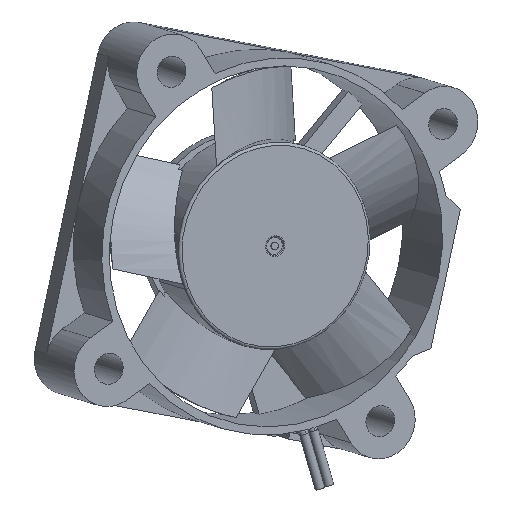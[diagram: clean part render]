
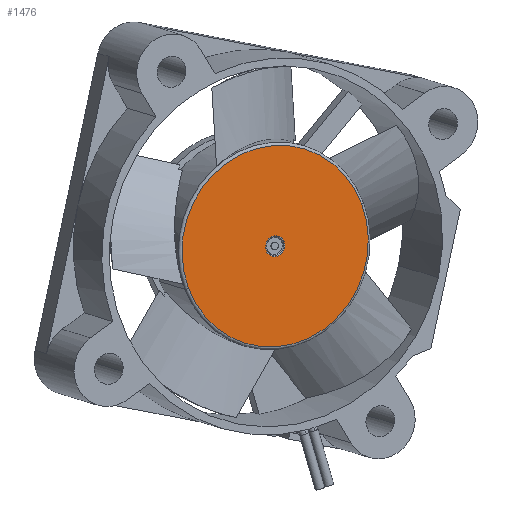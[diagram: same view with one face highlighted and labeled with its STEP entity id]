
A CAD part, front view. The second image highlights one B-rep face of the part: STEP entity #1476.
In plain terms, the highlighted face is planar.
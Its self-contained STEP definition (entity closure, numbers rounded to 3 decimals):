
#85 = ORIENTED_EDGE ( 'NONE', *, *, #1785, .T. ) ;
#286 = AXIS2_PLACEMENT_3D ( 'NONE', #5824, #2742, #2704 ) ;
#337 = ORIENTED_EDGE ( 'NONE', *, *, #1080, .T. ) ;
#349 = EDGE_LOOP ( 'NONE', ( #573, #85 ) ) ;
#564 = CARTESIAN_POINT ( 'NONE',  ( 0., 7., -10.7 ) ) ;
#573 = ORIENTED_EDGE ( 'NONE', *, *, #2564, .T. ) ;
#720 = ORIENTED_EDGE ( 'NONE', *, *, #778, .T. ) ;
#776 = DIRECTION ( 'NONE',  ( 0., 1., 0. ) ) ;
#777 = CIRCLE ( 'NONE', #4649, 10.7 ) ;
#778 = EDGE_CURVE ( 'NONE', #3279, #4492, #777, .T. ) ;
#785 = DIRECTION ( 'NONE',  ( 0., 0., 1. ) ) ;
#872 = CIRCLE ( 'NONE', #2184, 10.7 ) ;
#1080 = EDGE_CURVE ( 'NONE', #4492, #3279, #872, .T. ) ;
#1251 = CIRCLE ( 'NONE', #2565, 1.1 ) ;
#1305 = CARTESIAN_POINT ( 'NONE',  ( 0., 7., 0. ) ) ;
#1476 = ADVANCED_FACE ( 'NONE', ( #3691, #1488 ), #2769, .T. ) ;
#1488 = FACE_OUTER_BOUND ( 'NONE', #6214, .T. ) ;
#1621 = VERTEX_POINT ( 'NONE', #1769 ) ;
#1669 = DIRECTION ( 'NONE',  ( 0., 1., 0. ) ) ;
#1769 = CARTESIAN_POINT ( 'NONE',  ( 0., 7., 1.1 ) ) ;
#1785 = EDGE_CURVE ( 'NONE', #3355, #1621, #1251, .T. ) ;
#2034 = AXIS2_PLACEMENT_3D ( 'NONE', #5444, #6512, #785 ) ;
#2184 = AXIS2_PLACEMENT_3D ( 'NONE', #1305, #776, #4405 ) ;
#2496 = CARTESIAN_POINT ( 'NONE',  ( 0., 7., 10.7 ) ) ;
#2564 = EDGE_CURVE ( 'NONE', #1621, #3355, #5229, .T. ) ;
#2565 = AXIS2_PLACEMENT_3D ( 'NONE', #3469, #4578, #4042 ) ;
#2697 = CARTESIAN_POINT ( 'NONE',  ( 0., 7., 0. ) ) ;
#2704 = DIRECTION ( 'NONE',  ( 0., 0., 1. ) ) ;
#2742 = DIRECTION ( 'NONE',  ( 0., 1., 0. ) ) ;
#2769 = PLANE ( 'NONE',  #286 ) ;
#3279 = VERTEX_POINT ( 'NONE', #2496 ) ;
#3355 = VERTEX_POINT ( 'NONE', #4073 ) ;
#3469 = CARTESIAN_POINT ( 'NONE',  ( 0., 7., 0. ) ) ;
#3691 = FACE_BOUND ( 'NONE', #349, .T. ) ;
#4042 = DIRECTION ( 'NONE',  ( 0., 0., 1. ) ) ;
#4073 = CARTESIAN_POINT ( 'NONE',  ( 0., 7., -1.1 ) ) ;
#4405 = DIRECTION ( 'NONE',  ( 0., 0., 1. ) ) ;
#4492 = VERTEX_POINT ( 'NONE', #564 ) ;
#4578 = DIRECTION ( 'NONE',  ( 0., -1., 0. ) ) ;
#4649 = AXIS2_PLACEMENT_3D ( 'NONE', #2697, #1669, #4746 ) ;
#4746 = DIRECTION ( 'NONE',  ( 0., 0., 1. ) ) ;
#5229 = CIRCLE ( 'NONE', #2034, 1.1 ) ;
#5444 = CARTESIAN_POINT ( 'NONE',  ( 0., 7., 0. ) ) ;
#5824 = CARTESIAN_POINT ( 'NONE',  ( 0., 7., 0. ) ) ;
#6214 = EDGE_LOOP ( 'NONE', ( #720, #337 ) ) ;
#6512 = DIRECTION ( 'NONE',  ( 0., -1., 0. ) ) ;
